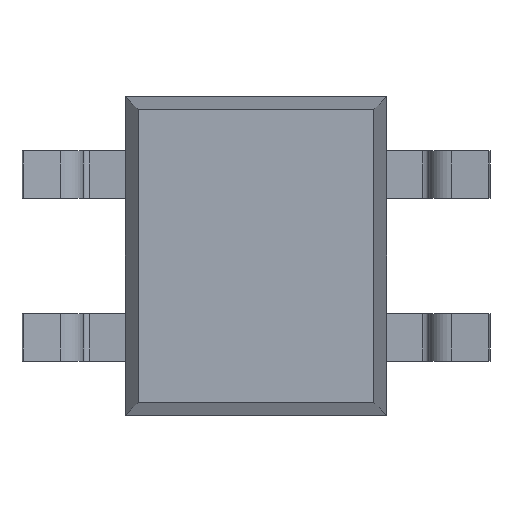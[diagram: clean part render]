
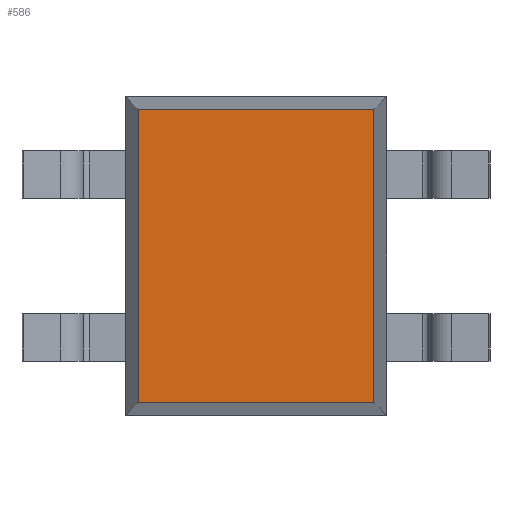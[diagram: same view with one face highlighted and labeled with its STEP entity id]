
A CAD part, front view. The second image highlights one B-rep face of the part: STEP entity #586.
In plain terms, the highlighted planar face has unit normal (0, -1, 0).
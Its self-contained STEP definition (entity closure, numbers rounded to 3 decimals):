
#104 = CARTESIAN_POINT ( 'NONE',  ( -1.735, 0.2, 0. ) ) ;
#108 = EDGE_CURVE ( 'NONE', #251, #1348, #1571, .T. ) ;
#109 = LINE ( 'NONE', #956, #233 ) ;
#133 = ORIENTED_EDGE ( 'NONE', *, *, #336, .T. ) ;
#176 = DIRECTION ( 'NONE',  ( 1., 0., 0. ) ) ;
#191 = VECTOR ( 'NONE', #756, 1000. ) ;
#233 = VECTOR ( 'NONE', #2062, 1000. ) ;
#251 = VERTEX_POINT ( 'NONE', #1049 ) ;
#282 = LINE ( 'NONE', #418, #1653 ) ;
#286 = CARTESIAN_POINT ( 'NONE',  ( 0., 0.2, 0. ) ) ;
#295 = DIRECTION ( 'NONE',  ( 0., 0., -1. ) ) ;
#336 = EDGE_CURVE ( 'NONE', #1677, #251, #109, .T. ) ;
#418 = CARTESIAN_POINT ( 'NONE',  ( 1.735, 0.2, 0. ) ) ;
#461 = CARTESIAN_POINT ( 'NONE',  ( 0., 0.2, -2.16 ) ) ;
#581 = EDGE_LOOP ( 'NONE', ( #2024, #962, #1322, #133 ) ) ;
#586 = ADVANCED_FACE ( 'NONE', ( #1251 ), #1892, .T. ) ;
#732 = VECTOR ( 'NONE', #176, 1000. ) ;
#756 = DIRECTION ( 'NONE',  ( 0., 0., -1. ) ) ;
#870 = EDGE_CURVE ( 'NONE', #1930, #1677, #282, .T. ) ;
#908 = CARTESIAN_POINT ( 'NONE',  ( 1.735, 0.2, 2.16 ) ) ;
#956 = CARTESIAN_POINT ( 'NONE',  ( 0., 0.2, 2.16 ) ) ;
#962 = ORIENTED_EDGE ( 'NONE', *, *, #1453, .T. ) ;
#1045 = AXIS2_PLACEMENT_3D ( 'NONE', #286, #2071, #295 ) ;
#1049 = CARTESIAN_POINT ( 'NONE',  ( -1.735, 0.2, 2.16 ) ) ;
#1227 = DIRECTION ( 'NONE',  ( 0., 0., 1. ) ) ;
#1251 = FACE_OUTER_BOUND ( 'NONE', #581, .T. ) ;
#1306 = LINE ( 'NONE', #461, #732 ) ;
#1322 = ORIENTED_EDGE ( 'NONE', *, *, #870, .T. ) ;
#1348 = VERTEX_POINT ( 'NONE', #1549 ) ;
#1453 = EDGE_CURVE ( 'NONE', #1348, #1930, #1306, .T. ) ;
#1549 = CARTESIAN_POINT ( 'NONE',  ( -1.735, 0.2, -2.16 ) ) ;
#1571 = LINE ( 'NONE', #104, #191 ) ;
#1653 = VECTOR ( 'NONE', #1227, 1000. ) ;
#1677 = VERTEX_POINT ( 'NONE', #908 ) ;
#1708 = CARTESIAN_POINT ( 'NONE',  ( 1.735, 0.2, -2.16 ) ) ;
#1892 = PLANE ( 'NONE',  #1045 ) ;
#1930 = VERTEX_POINT ( 'NONE', #1708 ) ;
#2024 = ORIENTED_EDGE ( 'NONE', *, *, #108, .T. ) ;
#2062 = DIRECTION ( 'NONE',  ( -1., 0., 0. ) ) ;
#2071 = DIRECTION ( 'NONE',  ( 0., -1., 0. ) ) ;
